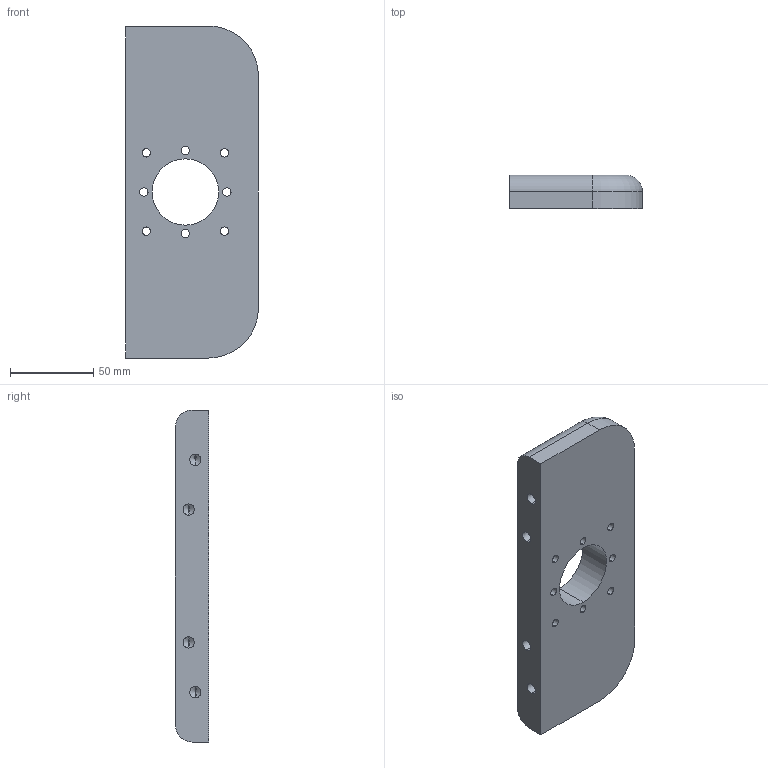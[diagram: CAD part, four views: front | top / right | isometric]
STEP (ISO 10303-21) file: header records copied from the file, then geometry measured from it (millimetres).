
FILE_DESCRIPTION (( 'STEP AP203' ), '1' );
FILE_NAME ('top plate.STEP', '2017-12-25T02:20:58', ( '' ), ( '' ), 'SwSTEP 2.0', 'SolidWorks 2018', '' );
FILE_SCHEMA (( 'CONFIG_CONTROL_DESIGN' ));
Length unit declared in the file: millimetre
Products named in the file (1): top plate
Bounding box: 80 x 20 x 200 mm (x, y, z)
Volume: 272520.6 mm3; surface area: 45199.5 mm2
Topology: 1 solids, 1 shells, 47 faces, 123 edges, 74 vertices
Faces by surface type: cylinder 31, cone 8, plane 6, torus 2
Entity records: 1522 total; most frequent: DIRECTION 275, CARTESIAN_POINT 237, ORIENTED_EDGE 230, EDGE_CURVE 115, AXIS2_PLACEMENT_3D 112, VERTEX_POINT 74, EDGE_LOOP 69, CIRCLE 64
